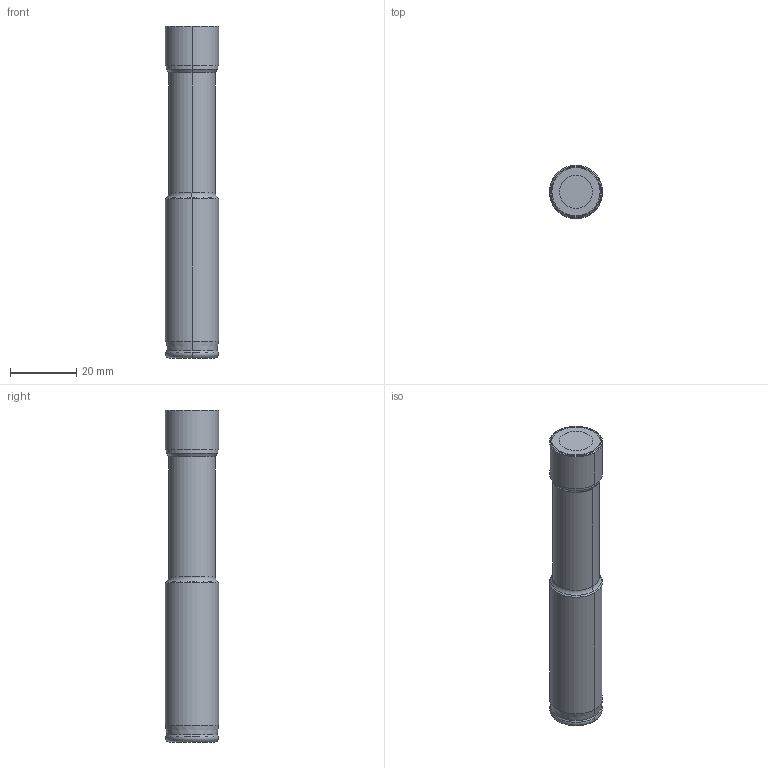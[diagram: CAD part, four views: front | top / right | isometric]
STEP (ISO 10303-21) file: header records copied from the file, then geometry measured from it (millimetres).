
FILE_DESCRIPTION((''),'2;1');
FILE_NAME('608180508-000_ASM','2025-01-07T18:11:53',('AAD_4'),(''),'CREO PARAMETRIC BY PTC INC, 2021184','CREO PARAMETRIC BY PTC INC, 2021184','');
FILE_SCHEMA(('AP242_MANAGED_MODEL_BASED_3D_ENGINEERING_MIM_LF { 1 0 10303 442 1 1 4 }'));
Length unit declared in the file: millimetre
Products named in the file (3): 608019907-000_PRT; 608019908-000_PRT; 608180508-000_ASM
Assembly tree (2 placements, depth 2):
  608180508-000_ASM
    608019907-000_PRT
    608019908-000_PRT
Bounding box: 16.01 x 16.01 x 100 mm (x, y, z)
Volume: 19532.7 mm3; surface area: 6361.3 mm2
Topology: 2 solids, 3 shells, 33 faces, 89 edges, 61 vertices
Faces by surface type: cone 12, cylinder 10, torus 6, plane 5
Entity records: 2342 total; most frequent: DIRECTION 282, CARTESIAN_POINT 220, ORIENTED_EDGE 128, PRESENTATION_STYLE_ASSIGNMENT 116, AXIS2_PLACEMENT_3D 112, STYLED_ITEM 112, CURVE_STYLE 106, PROPERTY_DEFINITION 101
